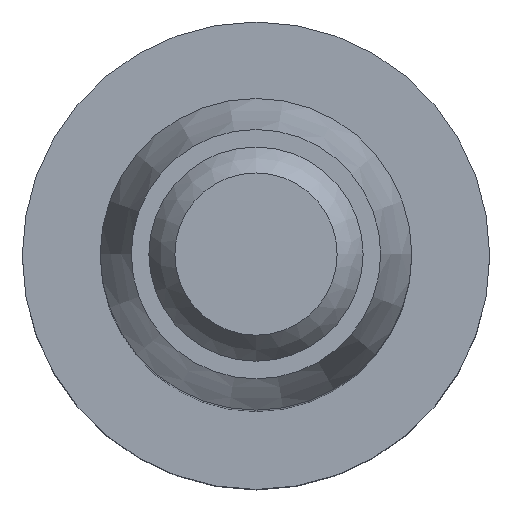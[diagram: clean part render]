
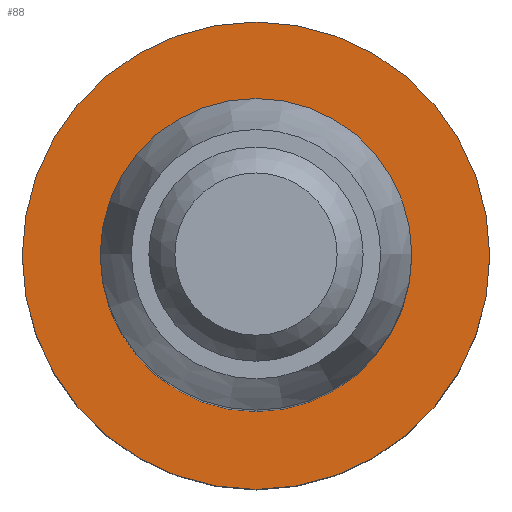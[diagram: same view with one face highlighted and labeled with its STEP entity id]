
A CAD part, top view. The second image highlights one B-rep face of the part: STEP entity #88.
In plain terms, the highlighted planar face has unit normal (0, 0, 1).
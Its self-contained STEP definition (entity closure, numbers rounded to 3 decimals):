
#88 = ADVANCED_FACE( '', ( #123, #124 ), #125, .F. );
#123 = FACE_OUTER_BOUND( '', #163, .T. );
#124 = FACE_BOUND( '', #164, .T. );
#125 = PLANE( '', #165 );
#163 = EDGE_LOOP( '', ( #257 ) );
#164 = EDGE_LOOP( '', ( #258 ) );
#165 = AXIS2_PLACEMENT_3D( '', #259, #260, #261 );
#257 = ORIENTED_EDGE( '', *, *, #287, .F. );
#258 = ORIENTED_EDGE( '', *, *, #293, .T. );
#259 = CARTESIAN_POINT( '', ( 0., 0., 0. ) );
#260 = DIRECTION( '', ( 0., 0., -1. ) );
#261 = DIRECTION( '', ( -1., 0., 0. ) );
#287 = EDGE_CURVE( '', #326, #326, #327, .T. );
#293 = EDGE_CURVE( '', #337, #337, #338, .T. );
#326 = VERTEX_POINT( '', #383 );
#327 = CIRCLE( '', #384, 12. );
#337 = VERTEX_POINT( '', #398 );
#338 = CIRCLE( '', #399, 8. );
#383 = CARTESIAN_POINT( '', ( 12., 0., 0. ) );
#384 = AXIS2_PLACEMENT_3D( '', #431, #432, #433 );
#398 = CARTESIAN_POINT( '', ( -8., 0., 0. ) );
#399 = AXIS2_PLACEMENT_3D( '', #441, #442, #443 );
#431 = CARTESIAN_POINT( '', ( 0., 0., 0. ) );
#432 = DIRECTION( '', ( 0., 0., -1. ) );
#433 = DIRECTION( '', ( 1., 0., 0. ) );
#441 = CARTESIAN_POINT( '', ( 0., 0., 0. ) );
#442 = DIRECTION( '', ( 0., 0., -1. ) );
#443 = DIRECTION( '', ( -1., 0., 0. ) );
